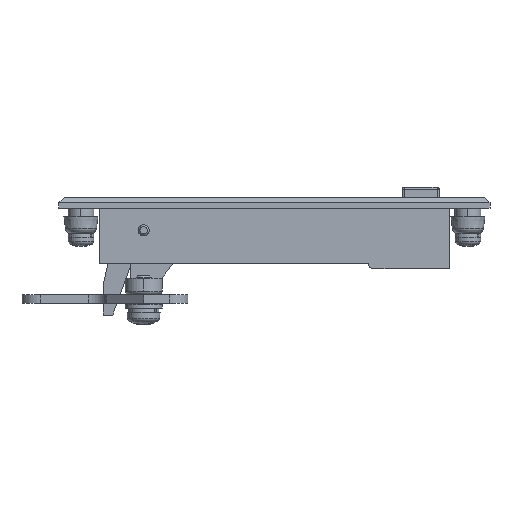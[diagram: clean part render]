
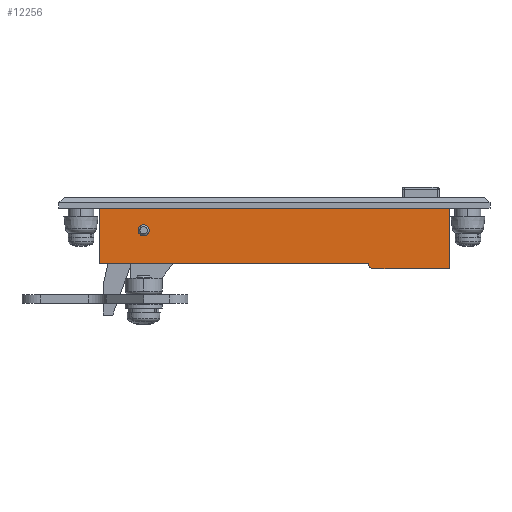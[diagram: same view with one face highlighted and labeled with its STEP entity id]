
A CAD part, left-side view. The second image highlights one B-rep face of the part: STEP entity #12256.
In plain terms, the highlighted planar face has unit normal (-1, 0, 0).
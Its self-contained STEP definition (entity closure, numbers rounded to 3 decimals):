
#125 = DIRECTION ( 'NONE',  ( 0., 0., -1. ) ) ;
#131 = DIRECTION ( 'NONE',  ( 0., 1., 0. ) ) ;
#311 = AXIS2_PLACEMENT_3D ( 'NONE', #11713, #10058, #8394 ) ;
#595 = DIRECTION ( 'NONE',  ( 0., 1., 0. ) ) ;
#1164 = VECTOR ( 'NONE', #6758, 1000. ) ;
#1184 = CARTESIAN_POINT ( 'NONE',  ( -11.5, 12., -9. ) ) ;
#1507 = VERTEX_POINT ( 'NONE', #12528 ) ;
#1785 = CARTESIAN_POINT ( 'NONE',  ( -11.5, -83., -10.5 ) ) ;
#1790 = CARTESIAN_POINT ( 'NONE',  ( -11.5, -8., -9. ) ) ;
#2172 = AXIS2_PLACEMENT_3D ( 'NONE', #5229, #11433, #9778 ) ;
#2277 = CARTESIAN_POINT ( 'NONE',  ( -11.5, -61., -10.5 ) ) ;
#2479 = FACE_BOUND ( 'NONE', #4536, .T. ) ;
#2798 = ORIENTED_EDGE ( 'NONE', *, *, #5774, .F. ) ;
#2896 = FACE_OUTER_BOUND ( 'NONE', #10602, .T. ) ;
#3433 = LINE ( 'NONE', #1785, #9085 ) ;
#3906 = LINE ( 'NONE', #2277, #10797 ) ;
#3968 = DIRECTION ( 'NONE',  ( 0., 0., 1. ) ) ;
#4131 = AXIS2_PLACEMENT_3D ( 'NONE', #9593, #7926, #6285 ) ;
#4536 = EDGE_LOOP ( 'NONE', ( #6463, #12924 ) ) ;
#4717 = EDGE_CURVE ( 'NONE', #6723, #8578, #10738, .T. ) ;
#4862 = VECTOR ( 'NONE', #6488, 1000. ) ;
#5229 = CARTESIAN_POINT ( 'NONE',  ( -11.5, 0., 0. ) ) ;
#5609 = DIRECTION ( 'NONE',  ( -1., 0., 0. ) ) ;
#5774 = EDGE_CURVE ( 'NONE', #6530, #1507, #10059, .T. ) ;
#6285 = DIRECTION ( 'NONE',  ( 0., 0., 1. ) ) ;
#6463 = ORIENTED_EDGE ( 'NONE', *, *, #12500, .T. ) ;
#6488 = DIRECTION ( 'NONE',  ( 0., 0., 1. ) ) ;
#6530 = VERTEX_POINT ( 'NONE', #9933 ) ;
#6710 = LINE ( 'NONE', #1790, #12325 ) ;
#6723 = VERTEX_POINT ( 'NONE', #10507 ) ;
#6758 = DIRECTION ( 'NONE',  ( 0., -1., 0. ) ) ;
#7029 = EDGE_CURVE ( 'NONE', #6723, #8987, #6710, .T. ) ;
#7332 = VERTEX_POINT ( 'NONE', #8524 ) ;
#7926 = DIRECTION ( 'NONE',  ( -1., 0., 0. ) ) ;
#8124 = CARTESIAN_POINT ( 'NONE',  ( -11.5, 12., 6. ) ) ;
#8394 = DIRECTION ( 'NONE',  ( 0., 0., -1. ) ) ;
#8395 = CARTESIAN_POINT ( 'NONE',  ( -11.5, -83., 6. ) ) ;
#8524 = CARTESIAN_POINT ( 'NONE',  ( -11.5, -83., -10.5 ) ) ;
#8578 = VERTEX_POINT ( 'NONE', #15686 ) ;
#8841 = EDGE_CURVE ( 'NONE', #7332, #8578, #3906, .T. ) ;
#8849 = ORIENTED_EDGE ( 'NONE', *, *, #8841, .F. ) ;
#8887 = CARTESIAN_POINT ( 'NONE',  ( -11.5, -62.5, -9. ) ) ;
#8987 = VERTEX_POINT ( 'NONE', #1184 ) ;
#9085 = VECTOR ( 'NONE', #125, 1000. ) ;
#9593 = CARTESIAN_POINT ( 'NONE',  ( -11.5, 12., 6. ) ) ;
#9778 = DIRECTION ( 'NONE',  ( 0., 0., -1. ) ) ;
#9792 = LINE ( 'NONE', #8124, #4862 ) ;
#9877 = EDGE_CURVE ( 'NONE', #15656, #9991, #15626, .T. ) ;
#9901 = ORIENTED_EDGE ( 'NONE', *, *, #12077, .F. ) ;
#9933 = CARTESIAN_POINT ( 'NONE',  ( -11.5, 12., 6. ) ) ;
#9991 = VERTEX_POINT ( 'NONE', #10147 ) ;
#10058 = DIRECTION ( 'NONE',  ( 1., 0., 0. ) ) ;
#10059 = LINE ( 'NONE', #8395, #1164 ) ;
#10147 = CARTESIAN_POINT ( 'NONE',  ( -11.5, 0., -1.5 ) ) ;
#10507 = CARTESIAN_POINT ( 'NONE',  ( -11.5, -61., -9. ) ) ;
#10602 = EDGE_LOOP ( 'NONE', ( #14259, #15583, #8849, #14612, #2798, #9901 ) ) ;
#10738 = CIRCLE ( 'NONE', #11443, 1.5 ) ;
#10797 = VECTOR ( 'NONE', #595, 1000. ) ;
#11254 = PLANE ( 'NONE',  #4131 ) ;
#11419 = EDGE_CURVE ( 'NONE', #1507, #7332, #3433, .T. ) ;
#11433 = DIRECTION ( 'NONE',  ( 1., 0., 0. ) ) ;
#11443 = AXIS2_PLACEMENT_3D ( 'NONE', #8887, #5609, #3968 ) ;
#11713 = CARTESIAN_POINT ( 'NONE',  ( -11.5, 0., 0. ) ) ;
#12077 = EDGE_CURVE ( 'NONE', #8987, #6530, #9792, .T. ) ;
#12256 = ADVANCED_FACE ( 'NONE', ( #2896, #2479 ), #11254, .T. ) ;
#12325 = VECTOR ( 'NONE', #131, 1000. ) ;
#12500 = EDGE_CURVE ( 'NONE', #9991, #15656, #14609, .T. ) ;
#12528 = CARTESIAN_POINT ( 'NONE',  ( -11.5, -83., 6. ) ) ;
#12924 = ORIENTED_EDGE ( 'NONE', *, *, #9877, .T. ) ;
#13769 = CARTESIAN_POINT ( 'NONE',  ( -11.5, 0., 1.5 ) ) ;
#14259 = ORIENTED_EDGE ( 'NONE', *, *, #7029, .F. ) ;
#14609 = CIRCLE ( 'NONE', #2172, 1.5 ) ;
#14612 = ORIENTED_EDGE ( 'NONE', *, *, #11419, .F. ) ;
#15583 = ORIENTED_EDGE ( 'NONE', *, *, #4717, .T. ) ;
#15626 = CIRCLE ( 'NONE', #311, 1.5 ) ;
#15656 = VERTEX_POINT ( 'NONE', #13769 ) ;
#15686 = CARTESIAN_POINT ( 'NONE',  ( -11.5, -62.5, -10.5 ) ) ;
